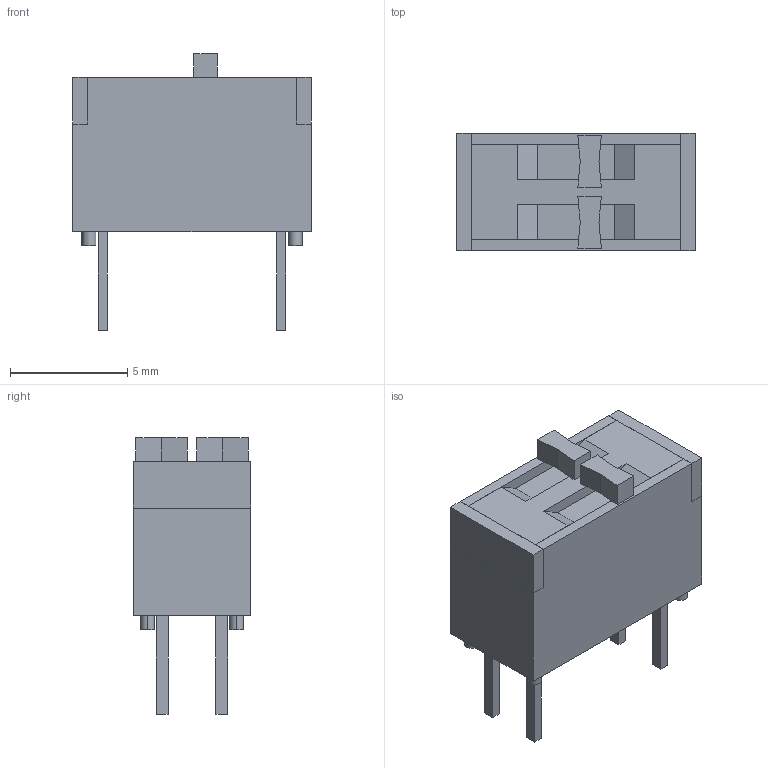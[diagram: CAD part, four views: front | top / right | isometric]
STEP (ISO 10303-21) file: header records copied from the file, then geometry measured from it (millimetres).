
FILE_DESCRIPTION((''),'2;1');
FILE_NAME('SW_EAO-INTERDIL_09.40000.stp','2009-07-02T10:18:19',(''),(''),'Mechanical Desktop 2006','Mechanical Desktop 2006',', , ');
FILE_SCHEMA(('AUTOMOTIVE_DESIGN { 1 2 10303 214 0 1 1 1 }'));
Length unit declared in the file: millimetre
Products named in the file (1): Product
Bounding box: 10.16 x 5 x 11.8 mm (x, y, z)
Volume: 337.1 mm3; surface area: 510.3 mm2
Topology: 16 solids, 16 shells, 112 faces, 240 edges, 160 vertices
Faces by surface type: plane 104, cylinder 8
Entity records: 3031 total; most frequent: CARTESIAN_POINT 513, DIRECTION 482, ORIENTED_EDGE 480, EDGE_CURVE 240, VECTOR 224, LINE 224, VERTEX_POINT 160, AXIS2_PLACEMENT_3D 129
